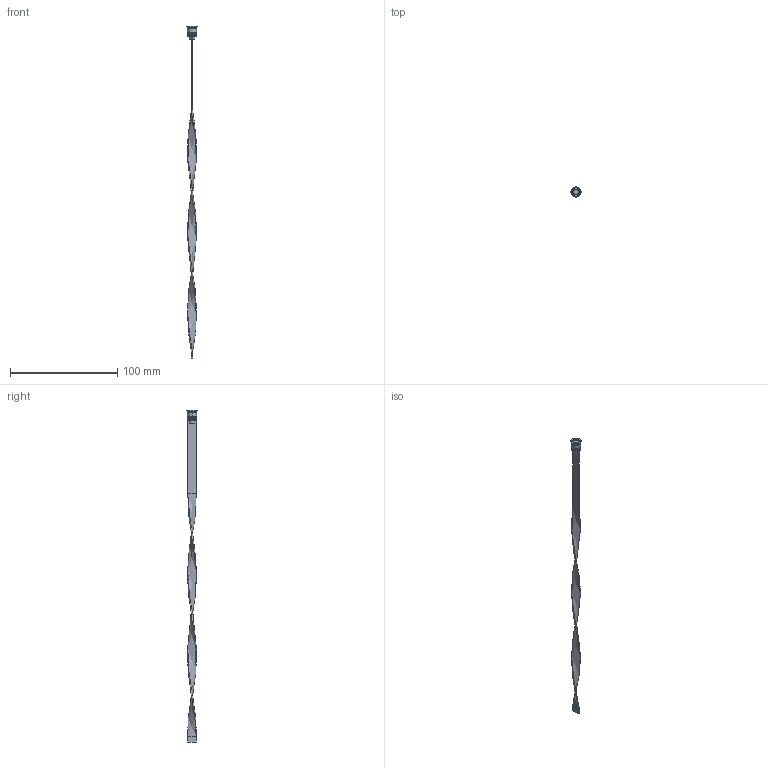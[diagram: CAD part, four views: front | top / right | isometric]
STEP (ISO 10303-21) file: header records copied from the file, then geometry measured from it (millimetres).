
FILE_DESCRIPTION (( 'STEP AP203' ), '1' );
FILE_NAME ('1d62.STEP', '2023-09-26T19:31:09', ( '' ), ( '' ), 'SwSTEP 2.0', 'SolidWorks 2019', '' );
FILE_SCHEMA (( 'CONFIG_CONTROL_DESIGN' ));
Length unit declared in the file: millimetre
Products named in the file (1): 1d62
Bounding box: 9.5 x 9.5 x 309.5 mm (x, y, z)
Volume: 3032.1 mm3; surface area: 6144 mm2
Topology: 3 solids, 3 shells, 93 faces, 205 edges, 125 vertices
Faces by surface type: plane 41, cylinder 23, torus 14, cone 11, bspline 4
Entity records: 3983 total; most frequent: CARTESIAN_POINT 1856, DIRECTION 448, ORIENTED_EDGE 410, EDGE_CURVE 205, AXIS2_PLACEMENT_3D 177, VERTEX_POINT 125, EDGE_LOOP 100, VECTOR 94
